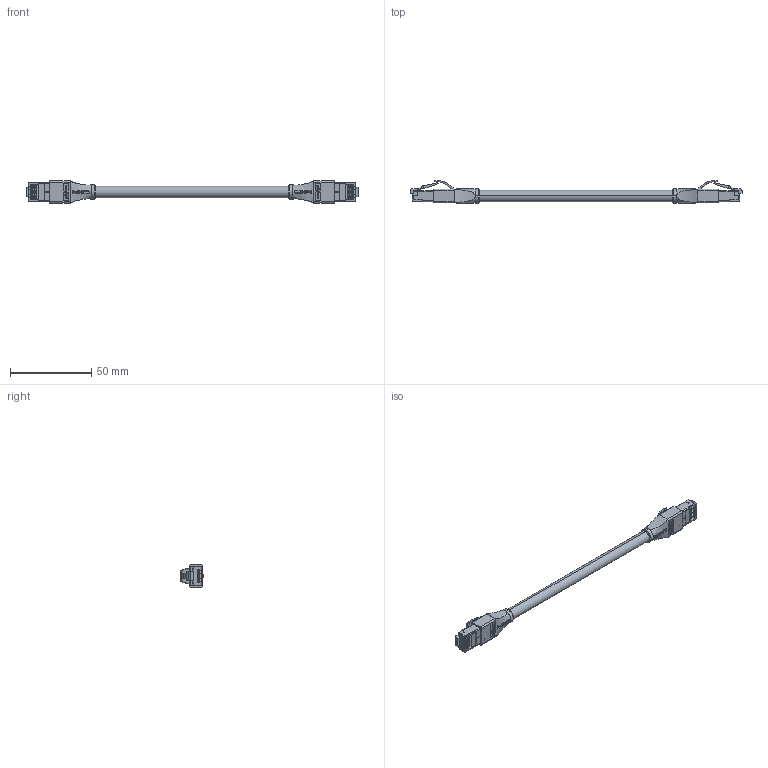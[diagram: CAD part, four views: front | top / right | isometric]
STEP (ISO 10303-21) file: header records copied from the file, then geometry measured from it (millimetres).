
FILE_DESCRIPTION (( 'STEP AP214' ), '1' );
FILE_NAME ('TTE695AZHF-BLK.step', '2020-02-18T21:35:49', ( '' ), ( '' ), 'SwSTEP 2.0', 'SolidWorks 2018', '' );
FILE_SCHEMA (( 'AUTOMOTIVE_DESIGN' ));
Length unit declared in the file: inch
Products named in the file (9): 1AD03-040_NO BOOT; 1AL04-078; 1AD03-013-MA1; TTE695AZHF-BLK; 1AD03-013-MA2; 1AY01-034_NEW LOGO, 6.5mm entry; TDS8PC5-MA3; 1AD03-032-MA3; 1AD03-032-MA2_crimped strain relief
Assembly tree (17 placements, depth 3):
  TTE695AZHF-BLK
    1AL04-078
    1AD03-040_NO BOOT  x2
      1AD03-032-MA3
      1AD03-013-MA2
      1AD03-013-MA1
      1AD03-032-MA2_crimped strain relief
      TDS8PC5-MA3
    1AY01-034_NEW LOGO, 6.5mm entry  x2
Bounding box: 204.68 x 14.16 x 13.67 mm (x, y, z)
Volume: 10234.3 mm3; surface area: 14022.9 mm2
Topology: 27 solids, 27 shells, 1780 faces, 4974 edges, 3208 vertices
Faces by surface type: plane 1182, cylinder 316, bspline 238, sphere 36, torus 8
Entity records: 28640 total; most frequent: CARTESIAN_POINT 10413, ORIENTED_EDGE 4100, DIRECTION 3106, EDGE_CURVE 2050, VECTOR 1348, LINE 1348, VERTEX_POINT 1322, AXIS2_PLACEMENT_3D 879
